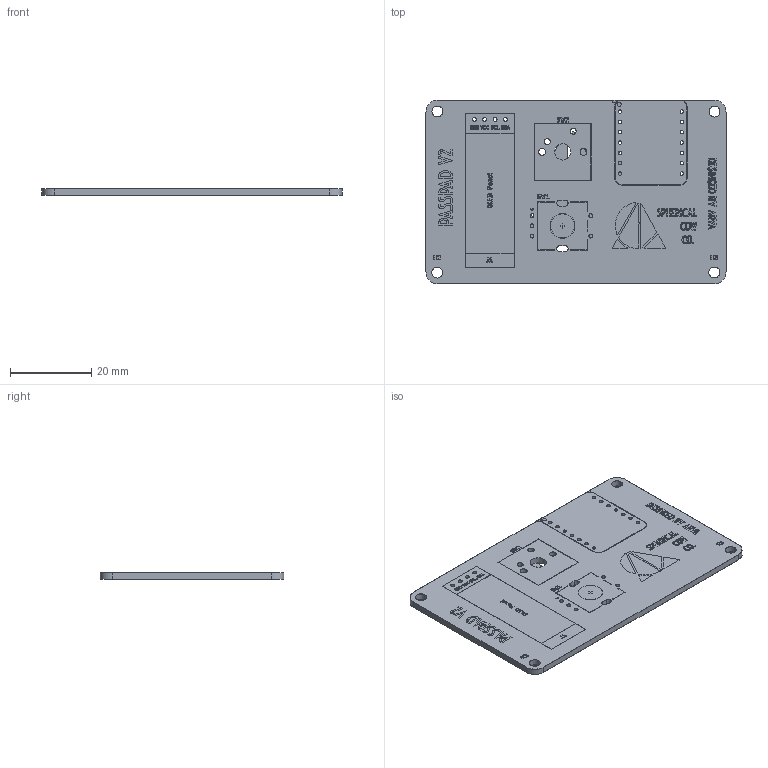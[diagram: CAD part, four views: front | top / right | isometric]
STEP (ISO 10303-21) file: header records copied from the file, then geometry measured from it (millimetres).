
FILE_DESCRIPTION(('KiCad electronic assembly'),'2;1');
FILE_NAME('PassPad_PCB_STEP.step','2025-07-02T04:03:25',('Pcbnew'),( 'Kicad'),'Open CASCADE STEP processor 7.8','KiCad to STEP converter' ,'Unknown');
FILE_SCHEMA(('AUTOMOTIVE_DESIGN { 1 0 10303 214 1 1 1 1 }'));
Length unit declared in the file: millimetre
Products named in the file (4): PassPad_PCB_STEP 1; PassPad_KiCAD_silkscreen; PassPad_KiCAD_soldermask; PassPad_KiCAD_PCB
Assembly tree (3 placements, depth 2):
  PassPad_PCB_STEP 1
    PassPad_KiCAD_silkscreen
    PassPad_KiCAD_soldermask
    PassPad_KiCAD_PCB
Bounding box: 73.82 x 45.24 x 1.66 mm (x, y, z)
Volume: 4930.7 mm3; surface area: 14345.4 mm2
Topology: 1 solids, 96 shells, 145 faces, 2353 edges, 2305 vertices
Faces by surface type: plane 105, cylinder 40
Full cylindrical faces by diameter (mm): 0.889 x14, 1 x9, 1.5 x2, 1.7 x2, 2.7 x4, 4 x1
Entity records: 22040 total; most frequent: CARTESIAN_POINT 4807, DIRECTION 3195, ORIENTED_EDGE 2497, EDGE_CURVE 2353, VERTEX_POINT 2305, LINE 1809, VECTOR 1809, AXIS2_PLACEMENT_3D 693
